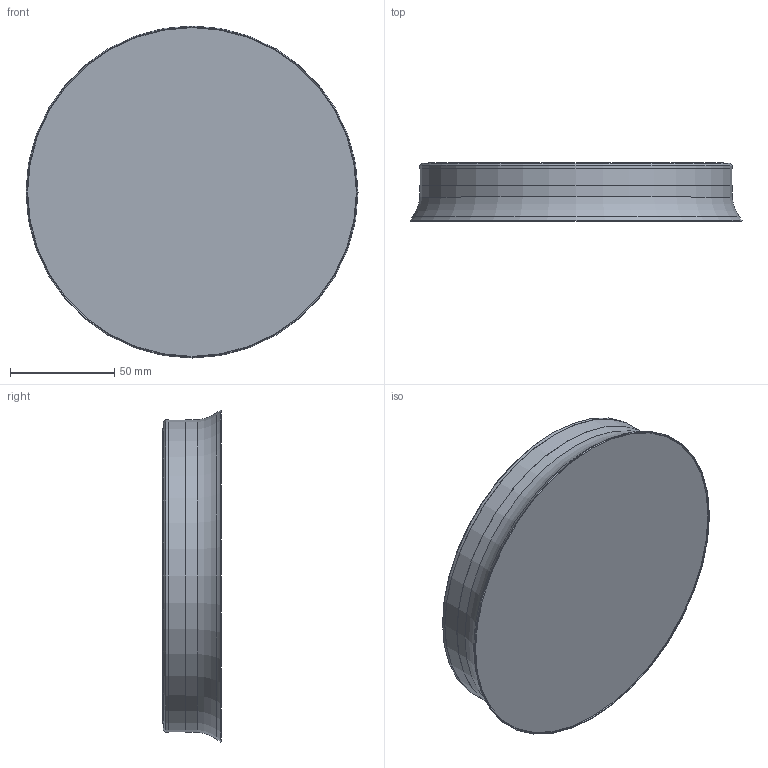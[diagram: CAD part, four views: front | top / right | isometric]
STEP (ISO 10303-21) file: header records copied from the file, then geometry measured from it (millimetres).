
FILE_DESCRIPTION(/* description */ (''),/* implementation_level */ '2;1');
FILE_NAME(/* name */ 'vpdag150nit.stp',/* time_stamp */ '2020-12-10T12:28:24+01:00',/* author */ ('enginyeria'),/* organization */ (''),/* preprocessor_version */ 'ST-DEVELOPER v17.2',/* originating_system */ 'Autodesk Inventor 2019',/* authorisation */ '');
FILE_SCHEMA (('CONFIG_CONTROL_DESIGN'));
Length unit declared in the file: millimetre
Products named in the file (1): vpdag150nit
Bounding box: 159.49 x 28.01 x 159.49 mm (x, y, z)
Volume: 492922.6 mm3; surface area: 52372.8 mm2
Topology: 1 solids, 1 shells, 22 faces, 53 edges, 39 vertices
Faces by surface type: plane 8, cylinder 7, torus 4, cone 3
Full cylindrical faces by diameter (mm): 5 x1, 14.95 x1, 16.662 x1, 142 x1, 149.8 x1, 150 x2
Entity records: 774 total; most frequent: DIRECTION 142, CARTESIAN_POINT 115, ORIENTED_EDGE 106, AXIS2_PLACEMENT_3D 66, EDGE_CURVE 53, CIRCLE 43, VERTEX_POINT 39, EDGE_LOOP 28
